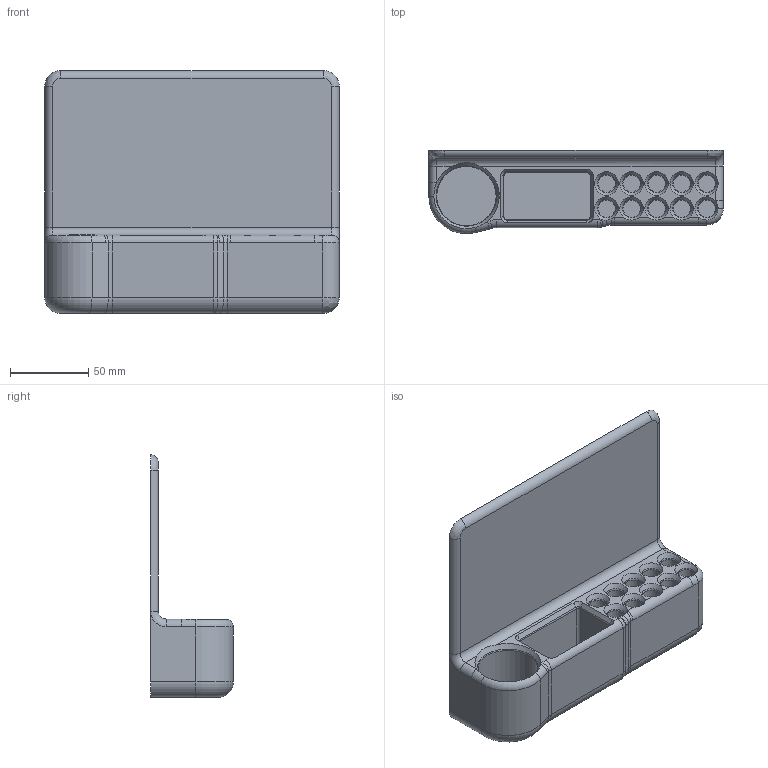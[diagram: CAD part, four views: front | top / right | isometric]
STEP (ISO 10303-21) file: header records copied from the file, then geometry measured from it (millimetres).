
FILE_DESCRIPTION(/* description */ (''),/* implementation_level */ '2;1');
FILE_NAME(/* name */ 'whiteboard-tools-holder-source-step.step',/* time_stamp */ '2025-08-11T15:56:31-07:00',/* author */ (''),/* organization */ (''),/* preprocessor_version */ 'ST-DEVELOPER v20.1',/* originating_system */ 'Autodesk Translation Framework v14.10.0.0',/* authorisation */ '');
FILE_SCHEMA (('AUTOMOTIVE_DESIGN { 1 0 10303 214 3 1 1 }'));
Length unit declared in the file: millimetre
Products named in the file (2): Wall Mount V2; Main
Assembly tree (1 placements, depth 2):
  Wall Mount V2
    Main
Bounding box: 188 x 52.93 x 155 mm (x, y, z)
Volume: 374319.3 mm3; surface area: 106308.4 mm2
Topology: 1 solids, 1 shells, 121 faces, 295 edges, 180 vertices
Faces by surface type: cylinder 46, plane 31, torus 24, cone 15, bspline 4, sphere 1
Full cylindrical faces by diameter (mm): 11 x10, 38 x1
Entity records: 3755 total; most frequent: CARTESIAN_POINT 766, DIRECTION 691, ORIENTED_EDGE 590, EDGE_CURVE 295, AXIS2_PLACEMENT_3D 290, VERTEX_POINT 180, CIRCLE 170, EDGE_LOOP 125
